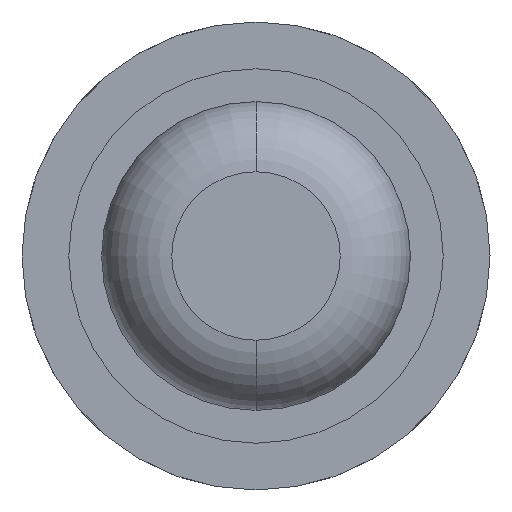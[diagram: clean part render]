
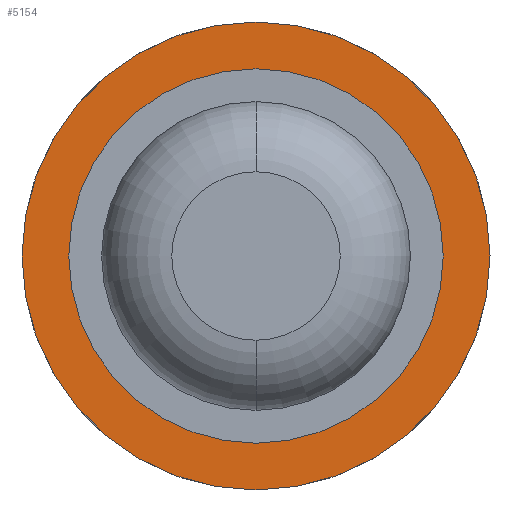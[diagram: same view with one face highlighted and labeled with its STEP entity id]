
A CAD part, front view. The second image highlights one B-rep face of the part: STEP entity #5154.
In plain terms, the highlighted planar face has unit normal (0, -1, 0).
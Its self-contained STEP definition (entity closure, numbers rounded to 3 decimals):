
#10 = AXIS2_PLACEMENT_3D ( 'NONE', #4201, #3406, #3019 ) ;
#53 = ORIENTED_EDGE ( 'NONE', *, *, #4357, .F. ) ;
#63 = DIRECTION ( 'NONE',  ( 0., -1., 0. ) ) ;
#137 = CIRCLE ( 'NONE', #1634, 1.25 ) ;
#286 = FACE_OUTER_BOUND ( 'NONE', #793, .T. ) ;
#383 = EDGE_CURVE ( 'Defeature ausgef�hrt1_24+Defeature ausgef�hrt1_25+Defeature ausgef�hrt1_25+Defeature ausgef�hrt1_25', #3304, #4066, #2071, .T. ) ;
#499 = AXIS2_PLACEMENT_3D ( 'NONE', #987, #2526, #923 ) ;
#587 = DIRECTION ( 'NONE',  ( 0., 0., -1. ) ) ;
#660 = CARTESIAN_POINT ( 'NONE',  ( 0., 5.3, 0. ) ) ;
#718 = CIRCLE ( 'NONE', #2548, 0.5 ) ;
#793 = EDGE_LOOP ( 'NONE', ( #4514, #4296 ) ) ;
#923 = DIRECTION ( 'NONE',  ( 0., 0., -1. ) ) ;
#962 = CARTESIAN_POINT ( 'NONE',  ( 0., 5.3, 0. ) ) ;
#987 = CARTESIAN_POINT ( 'NONE',  ( 1.25, 5.3, 0. ) ) ;
#1305 = AXIS2_PLACEMENT_3D ( 'NONE', #2385, #63, #3615 ) ;
#1348 = CARTESIAN_POINT ( 'NONE',  ( 0., 5.3, -0.5 ) ) ;
#1634 = AXIS2_PLACEMENT_3D ( 'NONE', #962, #1851, #587 ) ;
#1851 = DIRECTION ( 'NONE',  ( 0., -1., 0. ) ) ;
#1951 = VERTEX_POINT ( 'NONE', #5075 ) ;
#2071 = CIRCLE ( 'NONE', #10, 1.25 ) ;
#2346 = EDGE_CURVE ( 'Defeature ausgef�hrt1_24+Defeature ausgef�hrt1_25+Defeature ausgef�hrt1_25+Defeature ausgef�hrt1_25', #4066, #3304, #137, .T. ) ;
#2385 = CARTESIAN_POINT ( 'NONE',  ( 0., 5.3, 0. ) ) ;
#2526 = DIRECTION ( 'NONE',  ( 0., -1., 0. ) ) ;
#2548 = AXIS2_PLACEMENT_3D ( 'NONE', #660, #3478, #2712 ) ;
#2642 = CARTESIAN_POINT ( 'NONE',  ( 0., 5.3, 1.25 ) ) ;
#2712 = DIRECTION ( 'NONE',  ( 0., 0., -1. ) ) ;
#2735 = ORIENTED_EDGE ( 'NONE', *, *, #3473, .F. ) ;
#2747 = CIRCLE ( 'NONE', #1305, 0.5 ) ;
#3019 = DIRECTION ( 'NONE',  ( 0., 0., -1. ) ) ;
#3116 = VERTEX_POINT ( 'NONE', #1348 ) ;
#3304 = VERTEX_POINT ( 'NONE', #2642 ) ;
#3369 = FACE_BOUND ( 'NONE', #5183, .T. ) ;
#3406 = DIRECTION ( 'NONE',  ( 0., -1., 0. ) ) ;
#3473 = EDGE_CURVE ( 'Defeature ausgef�hrt1_7+Defeature ausgef�hrt1_24+Defeature ausgef�hrt1_24+Defeature ausgef�hrt1_24', #1951, #3116, #2747, .T. ) ;
#3478 = DIRECTION ( 'NONE',  ( 0., -1., 0. ) ) ;
#3615 = DIRECTION ( 'NONE',  ( 0., 0., -1. ) ) ;
#4066 = VERTEX_POINT ( 'NONE', #4379 ) ;
#4201 = CARTESIAN_POINT ( 'NONE',  ( 0., 5.3, 0. ) ) ;
#4296 = ORIENTED_EDGE ( 'NONE', *, *, #383, .T. ) ;
#4357 = EDGE_CURVE ( 'Defeature ausgef�hrt1_7+Defeature ausgef�hrt1_24+Defeature ausgef�hrt1_24+Defeature ausgef�hrt1_24', #3116, #1951, #718, .T. ) ;
#4379 = CARTESIAN_POINT ( 'NONE',  ( 0., 5.3, -1.25 ) ) ;
#4514 = ORIENTED_EDGE ( 'NONE', *, *, #2346, .T. ) ;
#5002 = PLANE ( 'NONE',  #499 ) ;
#5075 = CARTESIAN_POINT ( 'NONE',  ( 0., 5.3, 0.5 ) ) ;
#5154 = ADVANCED_FACE ( 'Defeature ausgef�hrt1_24', ( #286, #3369 ), #5002, .T. ) ;
#5183 = EDGE_LOOP ( 'NONE', ( #53, #2735 ) ) ;
